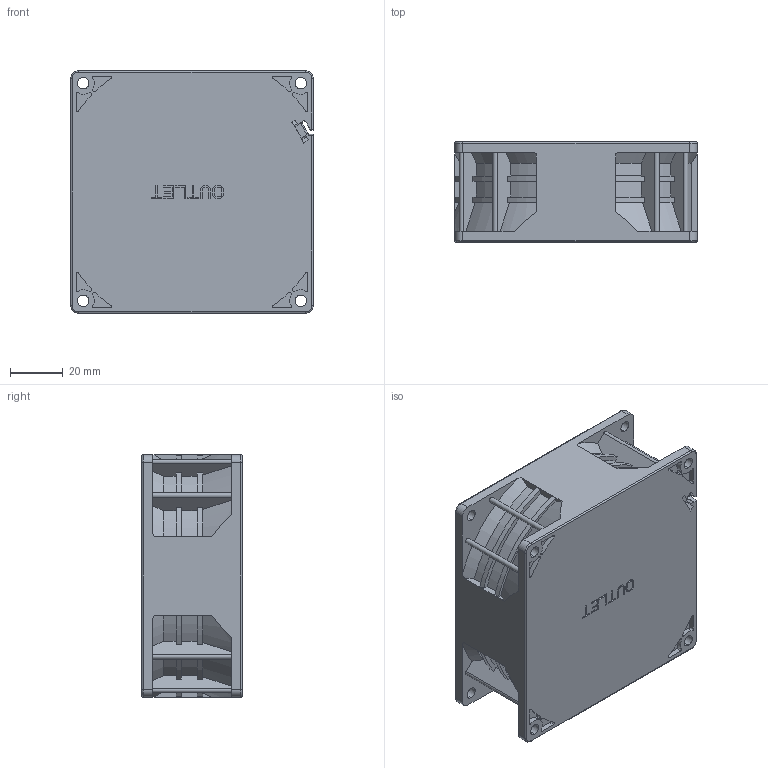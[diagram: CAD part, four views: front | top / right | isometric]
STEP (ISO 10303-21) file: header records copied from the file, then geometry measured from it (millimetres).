
FILE_DESCRIPTION((''),'2;1');
FILE_NAME('PRT0001','2017-04-06T',('yiliang.gong'),(''),'CREO PARAMETRIC BY PTC INC, 2015080','CREO PARAMETRIC BY PTC INC, 2015080','');
FILE_SCHEMA(('CONFIG_CONTROL_DESIGN'));
Length unit declared in the file: millimetre
Products named in the file (1): PRT0001
Bounding box: 92 x 38 x 92 mm (x, y, z)
Volume: 279521.3 mm3; surface area: 36137.8 mm2
Topology: 1 solids, 1 shells, 545 faces, 1586 edges, 1068 vertices
Faces by surface type: plane 313, cylinder 193, cone 29, torus 10
Entity records: 18479 total; most frequent: CARTESIAN_POINT 3641, ORIENTED_EDGE 3172, DIRECTION 3069, EDGE_CURVE 1586, VERTEX_POINT 1068, AXIS2_PLACEMENT_3D 1028, VECTOR 1013, LINE 1013
